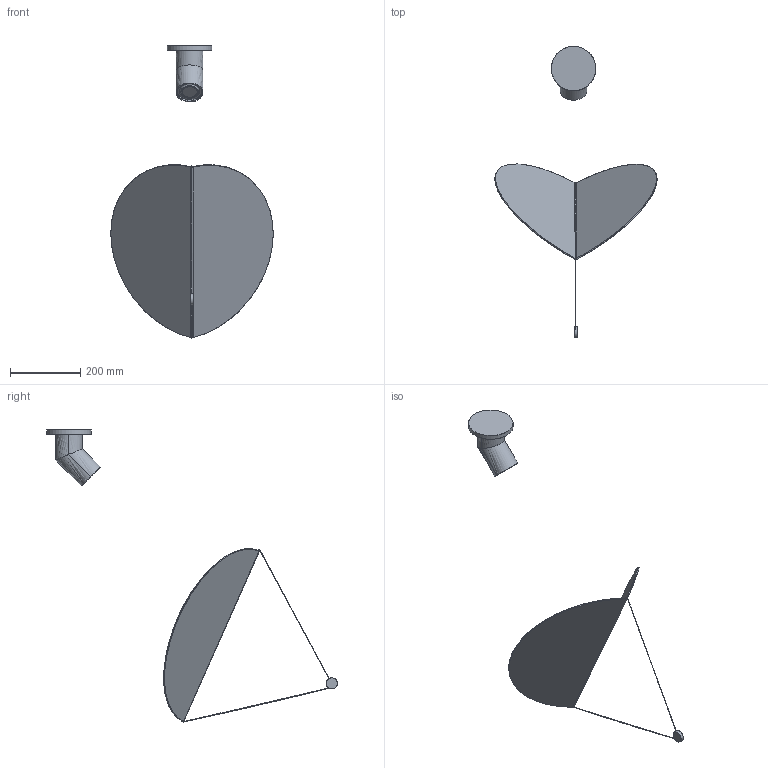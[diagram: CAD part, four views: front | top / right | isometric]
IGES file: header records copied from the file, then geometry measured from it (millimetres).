
Global section: file name: 117HBOUN21-W - Bounce Small Shade - Wall Mount.igs; native system: Rhinoceros ( Oct 24 2012 ); preprocessor: Trout Lake IGES 012 Oct 24 2012; date: 190716.180321; units: inch
Bounding box: 464.14 x 830.79 x 834.44 mm (x, y, z)
Surface area: 525283.4 mm2 (no closed solid volume)
Topology: 0 solids, 0 shells, 33 faces, 211 edges, 202 vertices
Faces by surface type: bspline 33
